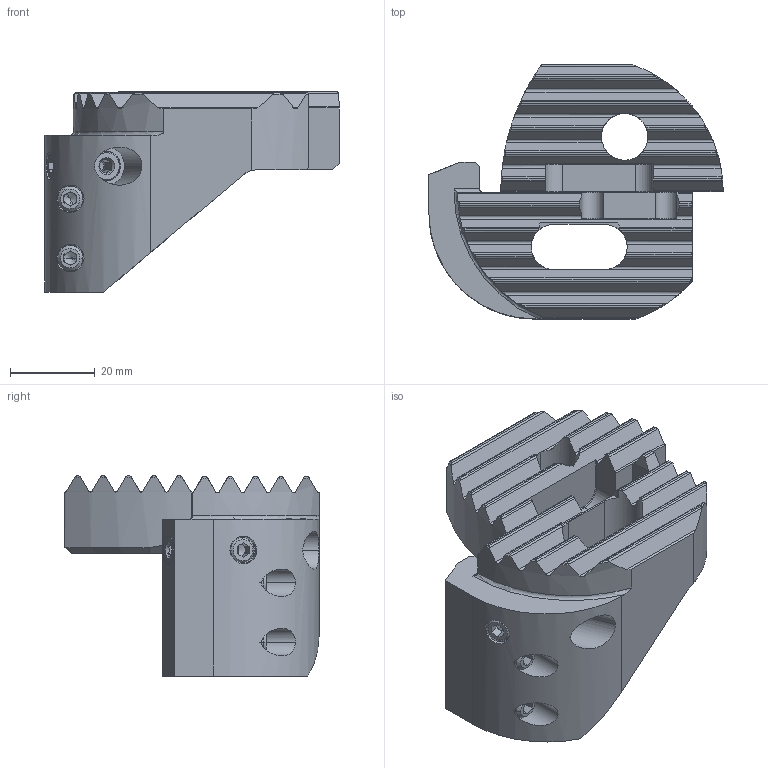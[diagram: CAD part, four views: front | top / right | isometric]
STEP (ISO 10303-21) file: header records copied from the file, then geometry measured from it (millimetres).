
FILE_DESCRIPTION(('no description'),'unknown implementation level');
FILE_NAME('55583176-3A26-4219-9128-B705DB44DC5C_export.stp',' ',('CIMSOURCE GmbH'),('CADClick - KiM GmbH - www.kimweb.de'),'unknown preprocess','ACIS','unknown authorization');
FILE_SCHEMA(('automotive_design'));
Length unit declared in the file: millimetre
Products named in the file (6): 639.664 KAISER Stirnstechhalter SSH 68-90 SW68 SET E|639.916 KAISER F�llst�ck SWF68;Fase6; 639.664 KAISER Stirnstechhalter SSH 68-90 SW68 SET E|639.661 KAISER Stirnstechhalter SSH 68-90 SW68 S_Stechbreite 3 mm|690.622 KAISER ETL M6x14;Schnitt-Rotation1; 639.664 KAISER Stirnstechhalter SSH 68-90 SW68 SET E|639.661 KAISER Stirnstechhalter SSH 68-90 SW68 S_Stechbreite 3 mm|690.400 KAISER ELT M6x6-45H;Schnitt-Linear austragen2; 639.664 KAISER Stirnstechhalter SSH 68-90 SW68 SET E|639.661 KAISER Stirnstechhalter SSH 68-90 SW68 S_Stechbreite 3 mm|639.690 KAISER Verstellbolzen SW53-148;Spiegeln1; 639.664 KAISER Stirnstechhalter SSH 68-90 SW68 SET E|639.661 KAISER Stirnstechhalter SSH 68-90 SW68 S_Stechbreite 3 mm|639.661 KAISER Stirnstechhalter SSH 68-90 SW68 S;Freistellung Verstellung vorne
Bounding box: 69.5 x 60 x 47.25 mm (x, y, z)
Volume: 56634.9 mm3; surface area: 20790 mm2
Topology: 6 solids, 6 shells, 355 faces, 940 edges, 589 vertices
Faces by surface type: plane 160, cylinder 125, cone 63, torus 7
Entity records: 22466 total; most frequent: CARTESIAN_POINT 3471, STYLED_ITEM 1878, PRESENTATION_STYLE_ASSIGNMENT 1878, COLOUR_RGB 1878, ORIENTED_EDGE 1856, DIRECTION 1672, EDGE_CURVE 928, CURVE_STYLE 928
